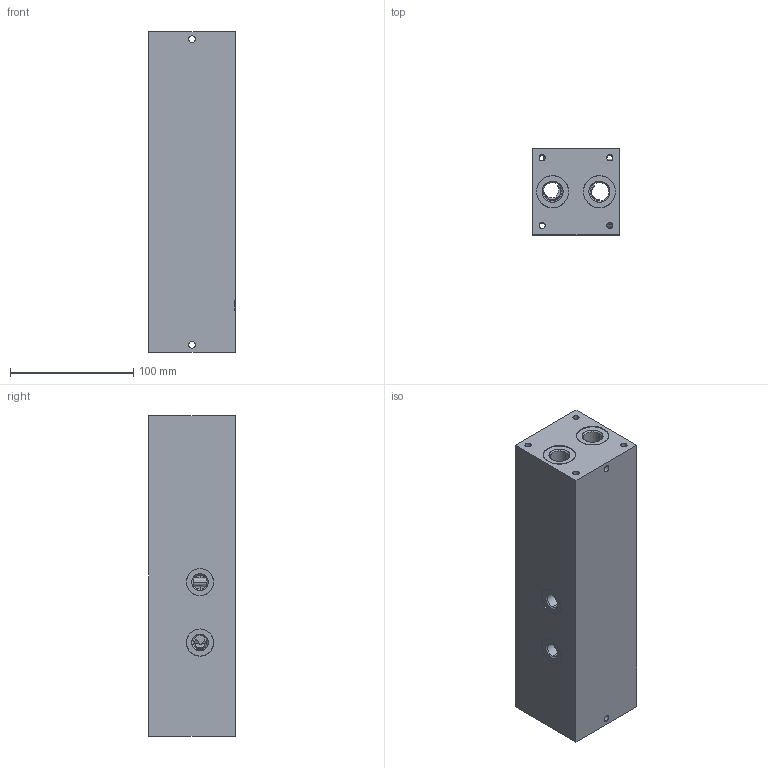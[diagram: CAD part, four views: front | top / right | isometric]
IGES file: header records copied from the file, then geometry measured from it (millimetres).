
Start section: SolidWorks IGES file using analytic representation for surfaces
Global section: file name: M10700355-4.igs; native system: SolidWorks 2014; preprocessor: SolidWorks 2014; author: serviziopdm; date: 160908.141117; units: millimetre
Bounding box: 70 x 70 x 260 mm (x, y, z)
Surface area: 115217 mm2 (no closed solid volume)
Topology: 0 solids, 0 shells, 300 faces, 5278 edges, 5248 vertices
Faces by surface type: revolution 281, bspline 19
